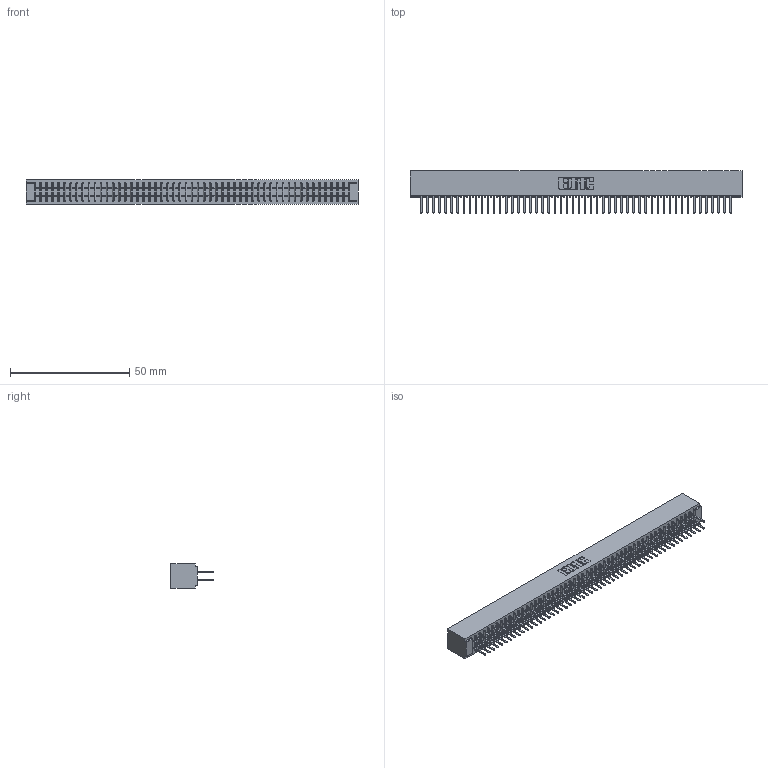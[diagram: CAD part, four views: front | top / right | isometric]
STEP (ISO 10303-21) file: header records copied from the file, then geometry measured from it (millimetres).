
FILE_DESCRIPTION (( 'STEP AP203' ), '1' );
FILE_NAME ('341-104-521-201.STEP', '2018-08-08T11:29:00', ( '' ), ( '' ), 'SwSTEP 2.0', 'SolidWorks 2016', '' );
FILE_SCHEMA (( 'CONFIG_CONTROL_DESIGN' ));
Length unit declared in the file: inch
Products named in the file (3): 341 Part_No Mounting Lugs; 341-292-001_341-292-121; 341-104-521-201
Assembly tree (105 placements, depth 2):
  341-104-521-201
    341 Part_No Mounting Lugs
    341-292-001_341-292-121  x104
Bounding box: 139.06 x 17.7 x 10.16 mm (x, y, z)
Volume: 10592.8 mm3; surface area: 20239.4 mm2
Topology: 105 solids, 105 shells, 6972 faces, 20208 edges, 13086 vertices
Faces by surface type: plane 4224, cylinder 2540, sphere 106, torus 102
Entity records: 61321 total; most frequent: CARTESIAN_POINT 10192, ORIENTED_EDGE 10128, DIRECTION 9882, EDGE_CURVE 5064, LINE 4106, VECTOR 4106, VERTEX_POINT 3198, AXIS2_PLACEMENT_3D 2888
